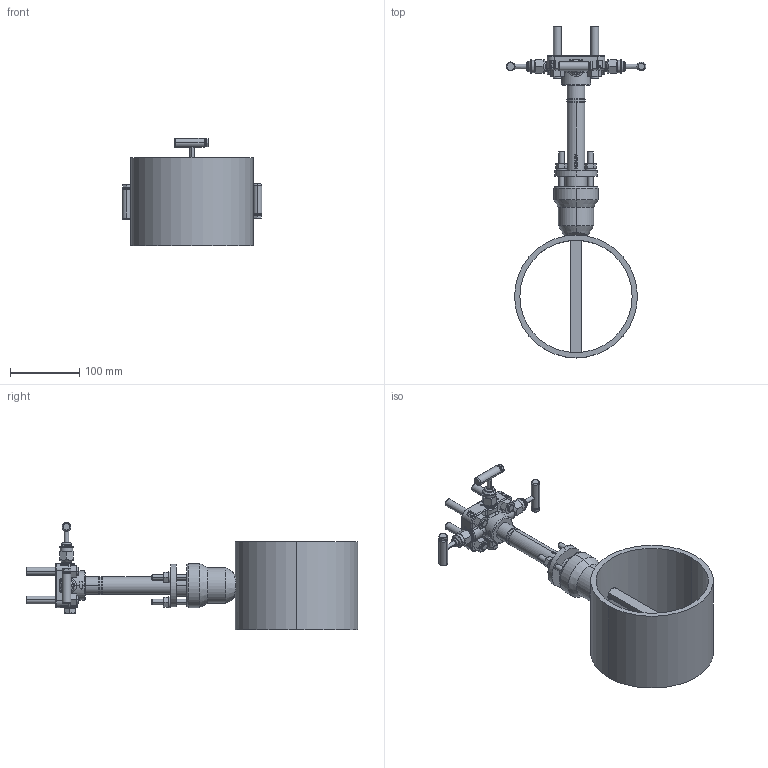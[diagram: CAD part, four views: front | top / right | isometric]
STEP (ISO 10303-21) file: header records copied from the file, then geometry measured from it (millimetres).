
FILE_DESCRIPTION((''),'2;1');
FILE_NAME('GC-485L060DCHPS1T1003_SW0001','2014-11-05T',('johnarm'),('Rosemount Measurement Division'),'PRO/ENGINEER BY PARAMETRIC TECHNOLOGY CORPORATION, 2013430','PRO/ENGINEER BY PARAMETRIC TECHNOLOGY CORPORATION, 2013430','');
FILE_SCHEMA(('CONFIG_CONTROL_DESIGN'));
Length unit declared in the file: inch
Products named in the file (1): GC-485L060DCHPS1T1003_SW0001
Bounding box: 201.32 x 478.84 x 154.64 mm (x, y, z)
Surface area: 269508.8 mm2 (no closed solid volume)
Topology: 0 solids, 56 shells, 701 faces, 2056 edges, 1411 vertices
Faces by surface type: cylinder 222, cone 197, plane 195, torus 60, sphere 14, bspline 13
Entity records: 26317 total; most frequent: CARTESIAN_POINT 8304, DIRECTION 3806, ORIENTED_EDGE 3438, EDGE_CURVE 2045, AXIS2_PLACEMENT_3D 1578, VERTEX_POINT 1411, CIRCLE 890, EDGE_LOOP 785
